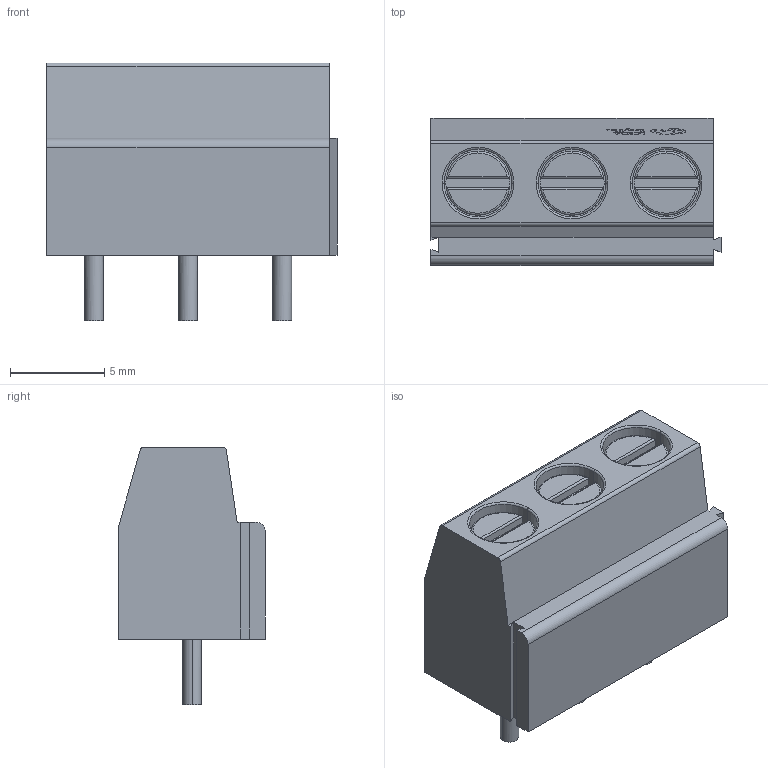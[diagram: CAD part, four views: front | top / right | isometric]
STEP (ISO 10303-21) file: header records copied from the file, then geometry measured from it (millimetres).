
FILE_DESCRIPTION (( 'STEP AP214' ), '1' );
FILE_NAME ('CONN-TH_WJ5.00-LI-3P-126.step', '2022-08-08T03:37:41', ( '' ), ( '' ), 'SwSTEP 2.0', 'SolidWorks 2020', '' );
FILE_SCHEMA (( 'AUTOMOTIVE_DESIGN' ));
Length unit declared in the file: millimetre
Products named in the file (1): CONN-TH_WJ5.00-LI-3P-126
Bounding box: 15.42 x 7.8 x 13.7 mm (x, y, z)
Volume: 879.8 mm3; surface area: 1489.4 mm2
Topology: 14 solids, 14 shells, 626 faces, 1594 edges, 1012 vertices
Faces by surface type: plane 307, bspline 142, cylinder 117, torus 60
Entity records: 26796 total; most frequent: CARTESIAN_POINT 6135, ORIENTED_EDGE 3188, DIRECTION 2570, EDGE_CURVE 1594, VERTEX_POINT 1012, VECTOR 940, LINE 940, AXIS2_PLACEMENT_3D 815
